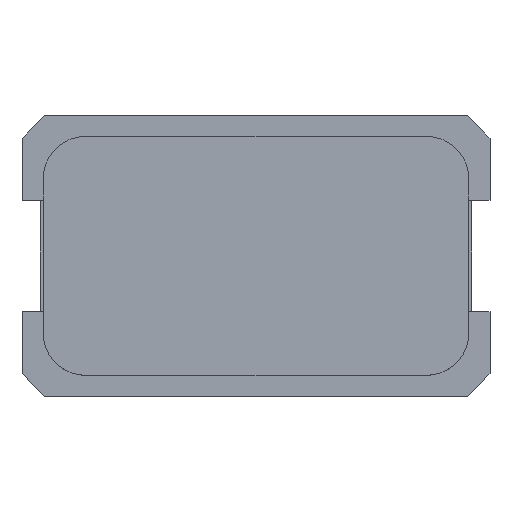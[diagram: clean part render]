
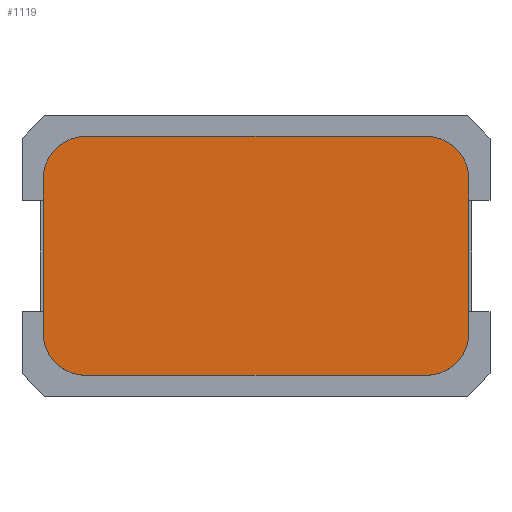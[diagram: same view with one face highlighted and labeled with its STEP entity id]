
A CAD part, top view. The second image highlights one B-rep face of the part: STEP entity #1119.
In plain terms, the highlighted planar face has unit normal (0, 0, 1).
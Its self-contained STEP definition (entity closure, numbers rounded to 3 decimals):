
#878 = VERTEX_POINT('',#879);
#879 = CARTESIAN_POINT('',(1.651,0.597,0.889));
#885 = EDGE_CURVE('',#886,#878,#888,.T.);
#886 = VERTEX_POINT('',#887);
#887 = CARTESIAN_POINT('',(1.651,-0.597,0.889));
#888 = LINE('',#889,#890);
#889 = CARTESIAN_POINT('',(1.651,-0.597,0.889));
#890 = VECTOR('',#891,1.);
#891 = DIRECTION('',(0.,1.,0.));
#918 = VERTEX_POINT('',#919);
#919 = CARTESIAN_POINT('',(-1.321,0.927,0.889));
#925 = EDGE_CURVE('',#926,#918,#928,.T.);
#926 = VERTEX_POINT('',#927);
#927 = CARTESIAN_POINT('',(1.321,0.927,0.889));
#928 = LINE('',#929,#930);
#929 = CARTESIAN_POINT('',(1.321,0.927,0.889));
#930 = VECTOR('',#931,1.);
#931 = DIRECTION('',(-1.,0.,0.));
#958 = VERTEX_POINT('',#959);
#959 = CARTESIAN_POINT('',(-1.651,-0.597,0.889));
#965 = EDGE_CURVE('',#966,#958,#968,.T.);
#966 = VERTEX_POINT('',#967);
#967 = CARTESIAN_POINT('',(-1.651,0.597,0.889));
#968 = LINE('',#969,#970);
#969 = CARTESIAN_POINT('',(-1.651,0.597,0.889));
#970 = VECTOR('',#971,1.);
#971 = DIRECTION('',(0.,-1.,0.));
#998 = VERTEX_POINT('',#999);
#999 = CARTESIAN_POINT('',(1.321,-0.927,0.889));
#1005 = EDGE_CURVE('',#1006,#998,#1008,.T.);
#1006 = VERTEX_POINT('',#1007);
#1007 = CARTESIAN_POINT('',(-1.321,-0.927,0.889));
#1008 = LINE('',#1009,#1010);
#1009 = CARTESIAN_POINT('',(-1.321,-0.927,0.889));
#1010 = VECTOR('',#1011,1.);
#1011 = DIRECTION('',(1.,0.,0.));
#1036 = EDGE_CURVE('',#878,#926,#1037,.T.);
#1037 = CIRCLE('',#1038,0.33);
#1038 = AXIS2_PLACEMENT_3D('',#1039,#1040,#1041);
#1039 = CARTESIAN_POINT('',(1.321,0.597,0.889));
#1040 = DIRECTION('',(0.,0.,1.));
#1041 = DIRECTION('',(-0.707,0.707,0.));
#1060 = EDGE_CURVE('',#918,#966,#1061,.T.);
#1061 = CIRCLE('',#1062,0.33);
#1062 = AXIS2_PLACEMENT_3D('',#1063,#1064,#1065);
#1063 = CARTESIAN_POINT('',(-1.321,0.597,0.889));
#1064 = DIRECTION('',(0.,0.,1.));
#1065 = DIRECTION('',(-0.707,-0.707,0.));
#1084 = EDGE_CURVE('',#958,#1006,#1085,.T.);
#1085 = CIRCLE('',#1086,0.33);
#1086 = AXIS2_PLACEMENT_3D('',#1087,#1088,#1089);
#1087 = CARTESIAN_POINT('',(-1.321,-0.597,0.889));
#1088 = DIRECTION('',(0.,0.,1.));
#1089 = DIRECTION('',(0.707,-0.707,0.));
#1108 = EDGE_CURVE('',#998,#886,#1109,.T.);
#1109 = CIRCLE('',#1110,0.33);
#1110 = AXIS2_PLACEMENT_3D('',#1111,#1112,#1113);
#1111 = CARTESIAN_POINT('',(1.321,-0.597,0.889));
#1112 = DIRECTION('',(0.,0.,1.));
#1113 = DIRECTION('',(0.707,0.707,-0.));
#1119 = ADVANCED_FACE('',(#1120),#1130,.T.);
#1120 = FACE_BOUND('',#1121,.T.);
#1121 = EDGE_LOOP('',(#1122,#1123,#1124,#1125,#1126,#1127,#1128,#1129));
#1122 = ORIENTED_EDGE('',*,*,#1005,.T.);
#1123 = ORIENTED_EDGE('',*,*,#1108,.T.);
#1124 = ORIENTED_EDGE('',*,*,#885,.T.);
#1125 = ORIENTED_EDGE('',*,*,#1036,.T.);
#1126 = ORIENTED_EDGE('',*,*,#925,.T.);
#1127 = ORIENTED_EDGE('',*,*,#1060,.T.);
#1128 = ORIENTED_EDGE('',*,*,#965,.T.);
#1129 = ORIENTED_EDGE('',*,*,#1084,.T.);
#1130 = PLANE('',#1131);
#1131 = AXIS2_PLACEMENT_3D('',#1132,#1133,#1134);
#1132 = CARTESIAN_POINT('',(1.321,-0.927,0.889));
#1133 = DIRECTION('',(0.,0.,1.));
#1134 = DIRECTION('',(1.,0.,-0.));
